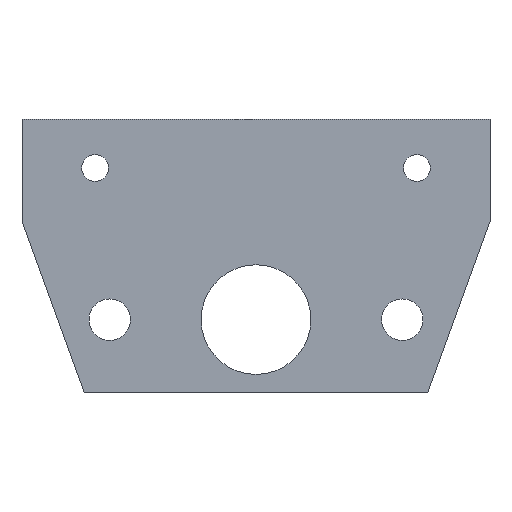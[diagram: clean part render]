
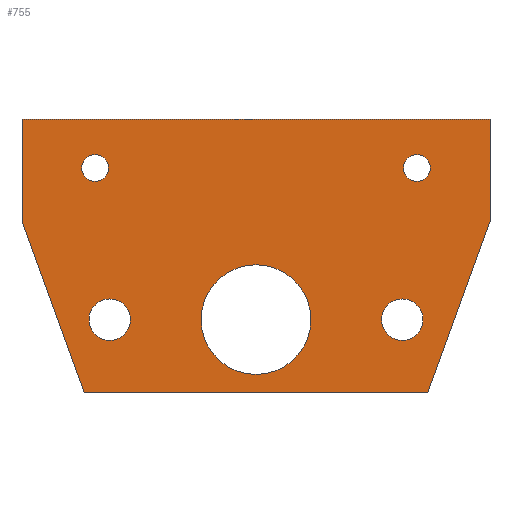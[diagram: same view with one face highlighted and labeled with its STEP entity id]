
A CAD part, front view. The second image highlights one B-rep face of the part: STEP entity #755.
In plain terms, the highlighted planar face has unit normal (0, -1, 0).
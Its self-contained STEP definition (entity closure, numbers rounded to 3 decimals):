
#8 = CIRCLE ( 'NONE', #381, 4.25 ) ;
#10 = DIRECTION ( 'NONE',  ( 0., 1., 0. ) ) ;
#13 = AXIS2_PLACEMENT_3D ( 'NONE', #257, #846, #183 ) ;
#20 = EDGE_LOOP ( 'NONE', ( #605, #582 ) ) ;
#31 = FACE_BOUND ( 'NONE', #794, .T. ) ;
#36 = FACE_BOUND ( 'NONE', #872, .T. ) ;
#37 = CARTESIAN_POINT ( 'NONE',  ( 30., -13., -34.85 ) ) ;
#39 = EDGE_CURVE ( 'NONE', #641, #201, #899, .T. ) ;
#51 = CARTESIAN_POINT ( 'NONE',  ( 30., -13., -30.6 ) ) ;
#63 = VERTEX_POINT ( 'NONE', #665 ) ;
#80 = CARTESIAN_POINT ( 'NONE',  ( 33., -13., 0.5 ) ) ;
#84 = CARTESIAN_POINT ( 'NONE',  ( -30., -13., -34.85 ) ) ;
#92 = DIRECTION ( 'NONE',  ( 0., 0., -1. ) ) ;
#98 = CIRCLE ( 'NONE', #335, 4.25 ) ;
#100 = CARTESIAN_POINT ( 'NONE',  ( -33., -13., -2.25 ) ) ;
#102 = EDGE_CURVE ( 'NONE', #718, #576, #340, .T. ) ;
#107 = VERTEX_POINT ( 'NONE', #328 ) ;
#166 = DIRECTION ( 'NONE',  ( 0., 0., 1. ) ) ;
#171 = CARTESIAN_POINT ( 'NONE',  ( -48., -13., -10.5 ) ) ;
#172 = VERTEX_POINT ( 'NONE', #188 ) ;
#178 = ORIENTED_EDGE ( 'NONE', *, *, #634, .F. ) ;
#182 = ORIENTED_EDGE ( 'NONE', *, *, #848, .F. ) ;
#183 = DIRECTION ( 'NONE',  ( 0., 0., 1. ) ) ;
#188 = CARTESIAN_POINT ( 'NONE',  ( 33., -13., -2.25 ) ) ;
#201 = VERTEX_POINT ( 'NONE', #836 ) ;
#214 = ORIENTED_EDGE ( 'NONE', *, *, #930, .T. ) ;
#218 = VECTOR ( 'NONE', #92, 1000. ) ;
#221 = DIRECTION ( 'NONE',  ( -1., 0., 0. ) ) ;
#222 = DIRECTION ( 'NONE',  ( 0., 1., 0. ) ) ;
#232 = CARTESIAN_POINT ( 'NONE',  ( 30., -13., -26.35 ) ) ;
#239 = CARTESIAN_POINT ( 'NONE',  ( -35.225, -13., -45.6 ) ) ;
#246 = VERTEX_POINT ( 'NONE', #37 ) ;
#257 = CARTESIAN_POINT ( 'NONE',  ( 0., -13., 0. ) ) ;
#267 = CARTESIAN_POINT ( 'NONE',  ( -30., -13., -30.6 ) ) ;
#268 = CARTESIAN_POINT ( 'NONE',  ( -33., -13., 0.5 ) ) ;
#275 = DIRECTION ( 'NONE',  ( 1., 0., 0. ) ) ;
#287 = LINE ( 'NONE', #239, #295 ) ;
#288 = LINE ( 'NONE', #171, #550 ) ;
#295 = VECTOR ( 'NONE', #221, 1000. ) ;
#297 = VECTOR ( 'NONE', #411, 1000. ) ;
#299 = CARTESIAN_POINT ( 'NONE',  ( 0., -13., -30.6 ) ) ;
#314 = AXIS2_PLACEMENT_3D ( 'NONE', #675, #10, #390 ) ;
#316 = DIRECTION ( 'NONE',  ( 0., 0., -1. ) ) ;
#318 = EDGE_CURVE ( 'NONE', #576, #718, #699, .T. ) ;
#328 = CARTESIAN_POINT ( 'NONE',  ( 33., -13., 3.25 ) ) ;
#332 = CARTESIAN_POINT ( 'NONE',  ( -30., -13., -26.35 ) ) ;
#333 = EDGE_CURVE ( 'NONE', #406, #641, #648, .T. ) ;
#335 = AXIS2_PLACEMENT_3D ( 'NONE', #586, #874, #531 ) ;
#339 = DIRECTION ( 'NONE',  ( 0., 1., 0. ) ) ;
#340 = CIRCLE ( 'NONE', #880, 2.75 ) ;
#348 = ORIENTED_EDGE ( 'NONE', *, *, #39, .F. ) ;
#353 = DIRECTION ( 'NONE',  ( 0., -1., 0. ) ) ;
#354 = CIRCLE ( 'NONE', #889, 11.25 ) ;
#356 = CARTESIAN_POINT ( 'NONE',  ( 48., -13., -10.5 ) ) ;
#365 = EDGE_LOOP ( 'NONE', ( #903, #348, #620, #182, #178, #840 ) ) ;
#377 = EDGE_CURVE ( 'NONE', #474, #246, #539, .T. ) ;
#381 = AXIS2_PLACEMENT_3D ( 'NONE', #267, #873, #859 ) ;
#390 = DIRECTION ( 'NONE',  ( 0., 0., 1. ) ) ;
#393 = ORIENTED_EDGE ( 'NONE', *, *, #651, .F. ) ;
#398 = CIRCLE ( 'NONE', #441, 2.75 ) ;
#406 = VERTEX_POINT ( 'NONE', #489 ) ;
#411 = DIRECTION ( 'NONE',  ( 0., 0., 1. ) ) ;
#435 = ORIENTED_EDGE ( 'NONE', *, *, #493, .T. ) ;
#441 = AXIS2_PLACEMENT_3D ( 'NONE', #80, #609, #810 ) ;
#462 = EDGE_CURVE ( 'NONE', #602, #63, #354, .T. ) ;
#466 = EDGE_LOOP ( 'NONE', ( #519, #510 ) ) ;
#472 = CARTESIAN_POINT ( 'NONE',  ( -33., -13., 0.5 ) ) ;
#474 = VERTEX_POINT ( 'NONE', #232 ) ;
#489 = CARTESIAN_POINT ( 'NONE',  ( -48., -13., 10.5 ) ) ;
#493 = EDGE_CURVE ( 'NONE', #743, #568, #98, .T. ) ;
#501 = AXIS2_PLACEMENT_3D ( 'NONE', #820, #757, #521 ) ;
#505 = ORIENTED_EDGE ( 'NONE', *, *, #377, .T. ) ;
#510 = ORIENTED_EDGE ( 'NONE', *, *, #318, .F. ) ;
#519 = ORIENTED_EDGE ( 'NONE', *, *, #102, .F. ) ;
#521 = DIRECTION ( 'NONE',  ( 0., 0., -1. ) ) ;
#524 = ORIENTED_EDGE ( 'NONE', *, *, #621, .T. ) ;
#531 = DIRECTION ( 'NONE',  ( 0., 0., 1. ) ) ;
#539 = CIRCLE ( 'NONE', #686, 4.25 ) ;
#544 = DIRECTION ( 'NONE',  ( 0., -1., 0. ) ) ;
#550 = VECTOR ( 'NONE', #664, 1000. ) ;
#551 = LINE ( 'NONE', #630, #297 ) ;
#553 = EDGE_CURVE ( 'NONE', #107, #172, #629, .T. ) ;
#568 = VERTEX_POINT ( 'NONE', #84 ) ;
#573 = EDGE_CURVE ( 'NONE', #63, #602, #736, .T. ) ;
#575 = EDGE_CURVE ( 'NONE', #778, #721, #287, .T. ) ;
#576 = VERTEX_POINT ( 'NONE', #824 ) ;
#582 = ORIENTED_EDGE ( 'NONE', *, *, #462, .T. ) ;
#586 = CARTESIAN_POINT ( 'NONE',  ( -30., -13., -30.6 ) ) ;
#602 = VERTEX_POINT ( 'NONE', #786 ) ;
#605 = ORIENTED_EDGE ( 'NONE', *, *, #573, .T. ) ;
#609 = DIRECTION ( 'NONE',  ( 0., -1., 0. ) ) ;
#620 = ORIENTED_EDGE ( 'NONE', *, *, #333, .F. ) ;
#621 = EDGE_CURVE ( 'NONE', #246, #474, #785, .T. ) ;
#626 = FACE_BOUND ( 'NONE', #827, .T. ) ;
#629 = CIRCLE ( 'NONE', #501, 2.75 ) ;
#630 = CARTESIAN_POINT ( 'NONE',  ( -48., -13., 10.5 ) ) ;
#632 = VECTOR ( 'NONE', #275, 1000. ) ;
#633 = FACE_BOUND ( 'NONE', #466, .T. ) ;
#634 = EDGE_CURVE ( 'NONE', #721, #687, #288, .T. ) ;
#641 = VERTEX_POINT ( 'NONE', #829 ) ;
#643 = DIRECTION ( 'NONE',  ( -0.342, 0., -0.94 ) ) ;
#644 = CARTESIAN_POINT ( 'NONE',  ( -48., -13., 10.5 ) ) ;
#648 = LINE ( 'NONE', #644, #632 ) ;
#651 = EDGE_CURVE ( 'NONE', #172, #107, #398, .T. ) ;
#663 = DIRECTION ( 'NONE',  ( 0., 1., 0. ) ) ;
#664 = DIRECTION ( 'NONE',  ( -0.342, 0., 0.94 ) ) ;
#665 = CARTESIAN_POINT ( 'NONE',  ( 0., -13., -41.85 ) ) ;
#675 = CARTESIAN_POINT ( 'NONE',  ( 0., -13., -30.6 ) ) ;
#686 = AXIS2_PLACEMENT_3D ( 'NONE', #51, #339, #798 ) ;
#687 = VERTEX_POINT ( 'NONE', #898 ) ;
#691 = FACE_BOUND ( 'NONE', #20, .T. ) ;
#697 = FACE_OUTER_BOUND ( 'NONE', #365, .T. ) ;
#699 = CIRCLE ( 'NONE', #843, 2.75 ) ;
#718 = VERTEX_POINT ( 'NONE', #100 ) ;
#721 = VERTEX_POINT ( 'NONE', #825 ) ;
#735 = VECTOR ( 'NONE', #643, 1000. ) ;
#736 = CIRCLE ( 'NONE', #314, 11.25 ) ;
#743 = VERTEX_POINT ( 'NONE', #332 ) ;
#748 = ORIENTED_EDGE ( 'NONE', *, *, #553, .F. ) ;
#755 = ADVANCED_FACE ( 'NONE', ( #633, #36, #697, #691, #31, #626 ), #772, .F. ) ;
#757 = DIRECTION ( 'NONE',  ( 0., -1., 0. ) ) ;
#759 = DIRECTION ( 'NONE',  ( 0., 0., -1. ) ) ;
#764 = CARTESIAN_POINT ( 'NONE',  ( 48., -13., 10.5 ) ) ;
#772 = PLANE ( 'NONE',  #13 ) ;
#778 = VERTEX_POINT ( 'NONE', #905 ) ;
#785 = CIRCLE ( 'NONE', #837, 4.25 ) ;
#786 = CARTESIAN_POINT ( 'NONE',  ( 0., -13., -19.35 ) ) ;
#794 = EDGE_LOOP ( 'NONE', ( #214, #435 ) ) ;
#796 = LINE ( 'NONE', #356, #735 ) ;
#798 = DIRECTION ( 'NONE',  ( 0., 0., -1. ) ) ;
#810 = DIRECTION ( 'NONE',  ( 0., 0., -1. ) ) ;
#820 = CARTESIAN_POINT ( 'NONE',  ( 33., -13., 0.5 ) ) ;
#824 = CARTESIAN_POINT ( 'NONE',  ( -33., -13., 3.25 ) ) ;
#825 = CARTESIAN_POINT ( 'NONE',  ( -35.225, -13., -45.6 ) ) ;
#827 = EDGE_LOOP ( 'NONE', ( #524, #505 ) ) ;
#829 = CARTESIAN_POINT ( 'NONE',  ( 48., -13., 10.5 ) ) ;
#836 = CARTESIAN_POINT ( 'NONE',  ( 48., -13., -10.5 ) ) ;
#837 = AXIS2_PLACEMENT_3D ( 'NONE', #901, #222, #759 ) ;
#840 = ORIENTED_EDGE ( 'NONE', *, *, #575, .F. ) ;
#843 = AXIS2_PLACEMENT_3D ( 'NONE', #268, #353, #933 ) ;
#846 = DIRECTION ( 'NONE',  ( 0., 1., 0. ) ) ;
#848 = EDGE_CURVE ( 'NONE', #687, #406, #551, .T. ) ;
#859 = DIRECTION ( 'NONE',  ( 0., 0., 1. ) ) ;
#872 = EDGE_LOOP ( 'NONE', ( #393, #748 ) ) ;
#873 = DIRECTION ( 'NONE',  ( 0., 1., 0. ) ) ;
#874 = DIRECTION ( 'NONE',  ( 0., 1., 0. ) ) ;
#880 = AXIS2_PLACEMENT_3D ( 'NONE', #472, #544, #316 ) ;
#889 = AXIS2_PLACEMENT_3D ( 'NONE', #299, #663, #166 ) ;
#898 = CARTESIAN_POINT ( 'NONE',  ( -48., -13., -10.5 ) ) ;
#899 = LINE ( 'NONE', #764, #218 ) ;
#901 = CARTESIAN_POINT ( 'NONE',  ( 30., -13., -30.6 ) ) ;
#903 = ORIENTED_EDGE ( 'NONE', *, *, #920, .F. ) ;
#905 = CARTESIAN_POINT ( 'NONE',  ( 35.225, -13., -45.6 ) ) ;
#920 = EDGE_CURVE ( 'NONE', #201, #778, #796, .T. ) ;
#930 = EDGE_CURVE ( 'NONE', #568, #743, #8, .T. ) ;
#933 = DIRECTION ( 'NONE',  ( 0., 0., -1. ) ) ;
